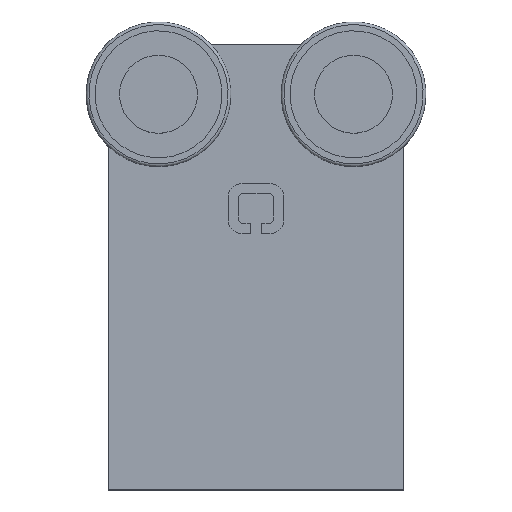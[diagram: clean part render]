
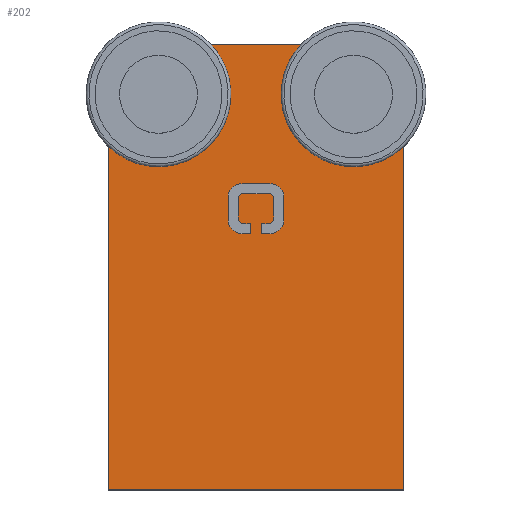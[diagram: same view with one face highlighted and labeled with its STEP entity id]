
A CAD part, top view. The second image highlights one B-rep face of the part: STEP entity #202.
In plain terms, the highlighted planar face has unit normal (0, 0, 1).
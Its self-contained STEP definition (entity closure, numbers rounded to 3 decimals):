
#202=ADVANCED_FACE('',(#1073,#1075,#1077,#1079),#1081,.T.);
#1073=FACE_BOUND('',#1074,.T.);
#1074=EDGE_LOOP('',(#1783,#1784,#1785,#1786));
#1075=FACE_BOUND('',#1076,.T.);
#1076=EDGE_LOOP('',(#1787));
#1077=FACE_BOUND('',#1078,.T.);
#1078=EDGE_LOOP('',(#1788,#1789,#1790,#1791,#1792,#1793,#1794,#1795,#1796,#1797,
#1798,#1799,#1800,#1801,#1802,#1803,#1804,#1805,#1806,#1807));
#1079=FACE_BOUND('',#1080,.T.);
#1080=EDGE_LOOP('',(#1808));
#1081=PLANE('',#1082);
#1082=AXIS2_PLACEMENT_3D('',#1083,#1084,#1085);
#1083=CARTESIAN_POINT('',(0.,0.,3.));
#1084=DIRECTION('',(0.,0.,1.));
#1085=DIRECTION('',(1.,0.,0.));
#1783=ORIENTED_EDGE('',*,*,#2056,.T.);
#1784=ORIENTED_EDGE('',*,*,#2057,.T.);
#1785=ORIENTED_EDGE('',*,*,#2058,.T.);
#1786=ORIENTED_EDGE('',*,*,#2059,.T.);
#1787=ORIENTED_EDGE('',*,*,#2060,.F.);
#1788=ORIENTED_EDGE('',*,*,#2061,.T.);
#1789=ORIENTED_EDGE('',*,*,#2062,.T.);
#1790=ORIENTED_EDGE('',*,*,#2063,.T.);
#1791=ORIENTED_EDGE('',*,*,#2064,.T.);
#1792=ORIENTED_EDGE('',*,*,#2065,.T.);
#1793=ORIENTED_EDGE('',*,*,#2066,.T.);
#1794=ORIENTED_EDGE('',*,*,#2067,.T.);
#1795=ORIENTED_EDGE('',*,*,#2068,.T.);
#1796=ORIENTED_EDGE('',*,*,#2069,.T.);
#1797=ORIENTED_EDGE('',*,*,#2070,.T.);
#1798=ORIENTED_EDGE('',*,*,#2071,.T.);
#1799=ORIENTED_EDGE('',*,*,#2072,.T.);
#1800=ORIENTED_EDGE('',*,*,#2073,.T.);
#1801=ORIENTED_EDGE('',*,*,#2074,.T.);
#1802=ORIENTED_EDGE('',*,*,#2075,.T.);
#1803=ORIENTED_EDGE('',*,*,#2076,.T.);
#1804=ORIENTED_EDGE('',*,*,#2077,.T.);
#1805=ORIENTED_EDGE('',*,*,#2078,.T.);
#1806=ORIENTED_EDGE('',*,*,#2079,.T.);
#1807=ORIENTED_EDGE('',*,*,#2080,.T.);
#1808=ORIENTED_EDGE('',*,*,#2055,.F.);
#2055=EDGE_CURVE('',#2214,#2214,#2215,.F.);
#2056=EDGE_CURVE('',#2216,#2217,#2218,.T.);
#2057=EDGE_CURVE('',#2217,#2219,#2220,.T.);
#2058=EDGE_CURVE('',#2219,#2221,#2222,.T.);
#2059=EDGE_CURVE('',#2221,#2216,#2223,.T.);
#2060=EDGE_CURVE('',#2224,#2224,#2225,.F.);
#2061=EDGE_CURVE('',#2226,#2227,#2228,.F.);
#2062=EDGE_CURVE('',#2227,#2229,#2230,.F.);
#2063=EDGE_CURVE('',#2229,#2231,#2232,.F.);
#2064=EDGE_CURVE('',#2231,#2233,#2234,.F.);
#2065=EDGE_CURVE('',#2233,#2235,#2236,.F.);
#2066=EDGE_CURVE('',#2235,#2237,#2238,.F.);
#2067=EDGE_CURVE('',#2237,#2239,#2240,.F.);
#2068=EDGE_CURVE('',#2239,#2241,#2242,.F.);
#2069=EDGE_CURVE('',#2241,#2243,#2244,.F.);
#2070=EDGE_CURVE('',#2243,#2245,#2246,.F.);
#2071=EDGE_CURVE('',#2245,#2247,#2248,.F.);
#2072=EDGE_CURVE('',#2247,#2249,#2250,.F.);
#2073=EDGE_CURVE('',#2249,#2251,#2252,.F.);
#2074=EDGE_CURVE('',#2251,#2253,#2254,.F.);
#2075=EDGE_CURVE('',#2253,#2255,#2256,.F.);
#2076=EDGE_CURVE('',#2255,#2257,#2258,.F.);
#2077=EDGE_CURVE('',#2257,#2259,#2260,.F.);
#2078=EDGE_CURVE('',#2259,#2261,#2262,.F.);
#2079=EDGE_CURVE('',#2261,#2263,#2264,.F.);
#2080=EDGE_CURVE('',#2263,#2226,#2265,.F.);
#2214=VERTEX_POINT('',#2523);
#2215=CIRCLE('',#2524,7.5);
#2216=VERTEX_POINT('',#2528);
#2217=VERTEX_POINT('',#2529);
#2218=LINE('',#2530,#2531);
#2219=VERTEX_POINT('',#2533);
#2220=LINE('',#2534,#2535);
#2221=VERTEX_POINT('',#2537);
#2222=LINE('',#2538,#2539);
#2223=LINE('',#2541,#2542);
#2224=VERTEX_POINT('',#2544);
#2225=CIRCLE('',#2545,7.5);
#2226=VERTEX_POINT('',#2549);
#2227=VERTEX_POINT('',#2550);
#2228=LINE('',#2551,#2552);
#2229=VERTEX_POINT('',#2554);
#2230=CIRCLE('',#2555,2.5);
#2231=VERTEX_POINT('',#2559);
#2232=LINE('',#2560,#2561);
#2233=VERTEX_POINT('',#2563);
#2234=CIRCLE('',#2564,2.5);
#2235=VERTEX_POINT('',#2568);
#2236=LINE('',#2569,#2570);
#2237=VERTEX_POINT('',#2572);
#2238=CIRCLE('',#2573,2.5);
#2239=VERTEX_POINT('',#2577);
#2240=LINE('',#2578,#2579);
#2241=VERTEX_POINT('',#2581);
#2242=LINE('',#2582,#2583);
#2243=VERTEX_POINT('',#2585);
#2244=LINE('',#2586,#2587);
#2245=VERTEX_POINT('',#2589);
#2246=CIRCLE('',#2590,1.);
#2247=VERTEX_POINT('',#2594);
#2248=LINE('',#2595,#2596);
#2249=VERTEX_POINT('',#2598);
#2250=CIRCLE('',#2599,1.);
#2251=VERTEX_POINT('',#2603);
#2252=LINE('',#2604,#2605);
#2253=VERTEX_POINT('',#2607);
#2254=CIRCLE('',#2608,1.);
#2255=VERTEX_POINT('',#2612);
#2256=LINE('',#2613,#2614);
#2257=VERTEX_POINT('',#2616);
#2258=CIRCLE('',#2617,1.);
#2259=VERTEX_POINT('',#2621);
#2260=LINE('',#2622,#2623);
#2261=VERTEX_POINT('',#2625);
#2262=LINE('',#2626,#2627);
#2263=VERTEX_POINT('',#2629);
#2264=LINE('',#2630,#2631);
#2265=CIRCLE('',#2633,2.5);
#2523=CARTESIAN_POINT('',(-11.151,62.995,3.));
#2524=AXIS2_PLACEMENT_3D('',#2525,#2526,#2527);
#2525=CARTESIAN_POINT('',(-17.5,59.002,3.));
#2526=DIRECTION('',(-0.,-0.,-1.));
#2527=DIRECTION('',(0.846,0.532,0.));
#2528=CARTESIAN_POINT('',(26.5,-11.998,3.));
#2529=CARTESIAN_POINT('',(26.5,68.002,3.));
#2530=CARTESIAN_POINT('',(26.5,-11.998,3.));
#2531=VECTOR('',#2532,1.);
#2532=DIRECTION('',(0.,1.,0.));
#2533=CARTESIAN_POINT('',(-26.5,68.002,3.));
#2534=CARTESIAN_POINT('',(26.5,68.002,3.));
#2535=VECTOR('',#2536,1.);
#2536=DIRECTION('',(-1.,0.,0.));
#2537=CARTESIAN_POINT('',(-26.5,-11.998,3.));
#2538=CARTESIAN_POINT('',(-26.5,68.002,3.));
#2539=VECTOR('',#2540,1.);
#2540=DIRECTION('',(0.,-1.,0.));
#2541=CARTESIAN_POINT('',(-26.5,-11.998,3.));
#2542=VECTOR('',#2543,1.);
#2543=DIRECTION('',(1.,0.,0.));
#2544=CARTESIAN_POINT('',(23.849,62.995,3.));
#2545=AXIS2_PLACEMENT_3D('',#2546,#2547,#2548);
#2546=CARTESIAN_POINT('',(17.5,59.002,3.));
#2547=DIRECTION('',(-0.,-0.,-1.));
#2548=DIRECTION('',(0.846,0.532,0.));
#2549=CARTESIAN_POINT('',(-5.002,36.502,3.));
#2550=CARTESIAN_POINT('',(-5.002,40.502,3.));
#2551=CARTESIAN_POINT('',(-5.002,40.502,3.));
#2552=VECTOR('',#2553,1.);
#2553=DIRECTION('',(0.,-1.,0.));
#2554=CARTESIAN_POINT('',(-2.502,43.002,3.));
#2555=AXIS2_PLACEMENT_3D('',#2556,#2557,#2558);
#2556=CARTESIAN_POINT('',(-2.502,40.502,3.));
#2557=DIRECTION('',(0.,-0.,1.));
#2558=DIRECTION('',(0.,1.,0.));
#2559=CARTESIAN_POINT('',(2.502,43.002,3.));
#2560=CARTESIAN_POINT('',(2.502,43.002,3.));
#2561=VECTOR('',#2562,1.);
#2562=DIRECTION('',(-1.,0.,0.));
#2563=CARTESIAN_POINT('',(5.002,40.502,3.));
#2564=AXIS2_PLACEMENT_3D('',#2565,#2566,#2567);
#2565=CARTESIAN_POINT('',(2.502,40.502,3.));
#2566=DIRECTION('',(0.,0.,1.));
#2567=DIRECTION('',(1.,0.,0.));
#2568=CARTESIAN_POINT('',(5.002,36.502,3.));
#2569=CARTESIAN_POINT('',(5.002,36.502,3.));
#2570=VECTOR('',#2571,1.);
#2571=DIRECTION('',(0.,1.,0.));
#2572=CARTESIAN_POINT('',(2.502,34.002,3.));
#2573=AXIS2_PLACEMENT_3D('',#2574,#2575,#2576);
#2574=CARTESIAN_POINT('',(2.502,36.502,3.));
#2575=DIRECTION('',(-0.,0.,1.));
#2576=DIRECTION('',(0.,-1.,0.));
#2577=CARTESIAN_POINT('',(1.,34.002,3.));
#2578=CARTESIAN_POINT('',(1.,34.002,3.));
#2579=VECTOR('',#2580,1.);
#2580=DIRECTION('',(1.,0.,0.));
#2581=CARTESIAN_POINT('',(1.,35.802,3.));
#2582=CARTESIAN_POINT('',(1.,35.802,3.));
#2583=VECTOR('',#2584,1.);
#2584=DIRECTION('',(0.,-1.,0.));
#2585=CARTESIAN_POINT('',(2.202,35.802,3.));
#2586=CARTESIAN_POINT('',(2.202,35.802,3.));
#2587=VECTOR('',#2588,1.);
#2588=DIRECTION('',(-1.,0.,0.));
#2589=CARTESIAN_POINT('',(3.202,36.802,3.));
#2590=AXIS2_PLACEMENT_3D('',#2591,#2592,#2593);
#2591=CARTESIAN_POINT('',(2.202,36.802,3.));
#2592=DIRECTION('',(0.,0.,-1.));
#2593=DIRECTION('',(1.,0.,0.));
#2594=CARTESIAN_POINT('',(3.202,40.202,3.));
#2595=CARTESIAN_POINT('',(3.202,40.202,3.));
#2596=VECTOR('',#2597,1.);
#2597=DIRECTION('',(0.,-1.,0.));
#2598=CARTESIAN_POINT('',(2.202,41.202,3.));
#2599=AXIS2_PLACEMENT_3D('',#2600,#2601,#2602);
#2600=CARTESIAN_POINT('',(2.202,40.202,3.));
#2601=DIRECTION('',(0.,0.,-1.));
#2602=DIRECTION('',(0.,1.,0.));
#2603=CARTESIAN_POINT('',(-2.202,41.202,3.));
#2604=CARTESIAN_POINT('',(-2.202,41.202,3.));
#2605=VECTOR('',#2606,1.);
#2606=DIRECTION('',(1.,0.,0.));
#2607=CARTESIAN_POINT('',(-3.202,40.202,3.));
#2608=AXIS2_PLACEMENT_3D('',#2609,#2610,#2611);
#2609=CARTESIAN_POINT('',(-2.202,40.202,3.));
#2610=DIRECTION('',(0.,0.,-1.));
#2611=DIRECTION('',(-1.,0.,0.));
#2612=CARTESIAN_POINT('',(-3.202,36.802,3.));
#2613=CARTESIAN_POINT('',(-3.202,36.802,3.));
#2614=VECTOR('',#2615,1.);
#2615=DIRECTION('',(0.,1.,0.));
#2616=CARTESIAN_POINT('',(-2.202,35.802,3.));
#2617=AXIS2_PLACEMENT_3D('',#2618,#2619,#2620);
#2618=CARTESIAN_POINT('',(-2.202,36.802,3.));
#2619=DIRECTION('',(-0.,-0.,-1.));
#2620=DIRECTION('',(0.,-1.,0.));
#2621=CARTESIAN_POINT('',(-1.,35.802,3.));
#2622=CARTESIAN_POINT('',(-1.,35.802,3.));
#2623=VECTOR('',#2624,1.);
#2624=DIRECTION('',(-1.,0.,0.));
#2625=CARTESIAN_POINT('',(-1.,34.002,3.));
#2626=CARTESIAN_POINT('',(-1.,34.002,3.));
#2627=VECTOR('',#2628,1.);
#2628=DIRECTION('',(0.,1.,0.));
#2629=CARTESIAN_POINT('',(-2.502,34.002,3.));
#2630=CARTESIAN_POINT('',(-2.502,34.002,3.));
#2631=VECTOR('',#2632,1.);
#2632=DIRECTION('',(1.,0.,0.));
#2633=AXIS2_PLACEMENT_3D('',#2634,#2635,#2636);
#2634=CARTESIAN_POINT('',(-2.502,36.502,3.));
#2635=DIRECTION('',(0.,0.,1.));
#2636=DIRECTION('',(-1.,0.,0.));
